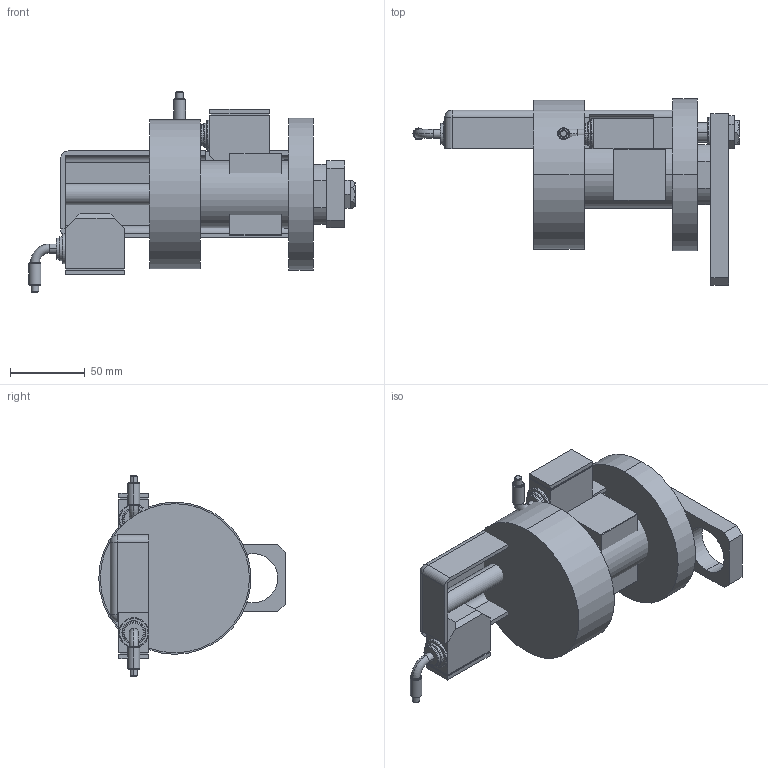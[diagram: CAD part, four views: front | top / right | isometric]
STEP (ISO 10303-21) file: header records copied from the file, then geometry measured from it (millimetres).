
FILE_DESCRIPTION (( 'STEP AP203' ), '1' );
FILE_NAME ('ba1e.STEP', '2021-11-04T10:42:07', ( '' ), ( '' ), 'SwSTEP 2.0', 'SolidWorks 2019', '' );
FILE_SCHEMA (( 'CONFIG_CONTROL_DESIGN' ));
Length unit declared in the file: millimetre
Products named in the file (13): ba1e; TYC 9a6a60c7cdf29afb6fc734621dc55b22; V450CM_E 9a6a60c7cdf29afb6fc734621dc55b22; SWITCH DIM A_G 9a6a60c7cdf29afb6fc734621dc55b22; V450CM_E_VCP 9a6a60c7cdf29afb6fc734621dc55b22; NUT_D13 9a6a60c7cdf29afb6fc734621dc55b22; V450CM_VC_B 9a6a60c7cdf29afb6fc734621dc55b22; ZARAZKA_Q 9a6a60c7cdf29afb6fc734621dc55b22; MAGNETIC SWITCH Q 9a6a60c7cdf29afb6fc734621dc55b22; NUT_D19 9a6a60c7cdf29afb6fc734621dc55b22; KRYT 9a6a60c7cdf29afb6fc734621dc55b22; SWITCH Q 9a6a60c7cdf29afb6fc734621dc55b22; SWITCH_Q_FRONT_BACK 9a6a60c7cdf29afb6fc734621dc55b22
Assembly tree (13 placements, depth 3):
  ba1e
    V450CM_E 9a6a60c7cdf29afb6fc734621dc55b22
    V450CM_E_VCP 9a6a60c7cdf29afb6fc734621dc55b22
    V450CM_VC_B 9a6a60c7cdf29afb6fc734621dc55b22
    MAGNETIC SWITCH Q 9a6a60c7cdf29afb6fc734621dc55b22
      SWITCH_Q_FRONT_BACK 9a6a60c7cdf29afb6fc734621dc55b22
      TYC 9a6a60c7cdf29afb6fc734621dc55b22
      ZARAZKA_Q 9a6a60c7cdf29afb6fc734621dc55b22
      SWITCH DIM A_G 9a6a60c7cdf29afb6fc734621dc55b22
      NUT_D19 9a6a60c7cdf29afb6fc734621dc55b22
      NUT_D13 9a6a60c7cdf29afb6fc734621dc55b22
      KRYT 9a6a60c7cdf29afb6fc734621dc55b22
      SWITCH Q 9a6a60c7cdf29afb6fc734621dc55b22  x2
Bounding box: 218.66 x 125 x 135.01 mm (x, y, z)
Volume: 785318.8 mm3; surface area: 157916.2 mm2
Topology: 14 solids, 14 shells, 558 faces, 1360 edges, 881 vertices
Faces by surface type: plane 266, bspline 149, cylinder 85, cone 34, torus 22, sphere 2
Entity records: 23934 total; most frequent: CARTESIAN_POINT 11481, ORIENTED_EDGE 2464, DIRECTION 1870, EDGE_CURVE 1232, VERTEX_POINT 804, LINE 702, VECTOR 702, AXIS2_PLACEMENT_3D 584
